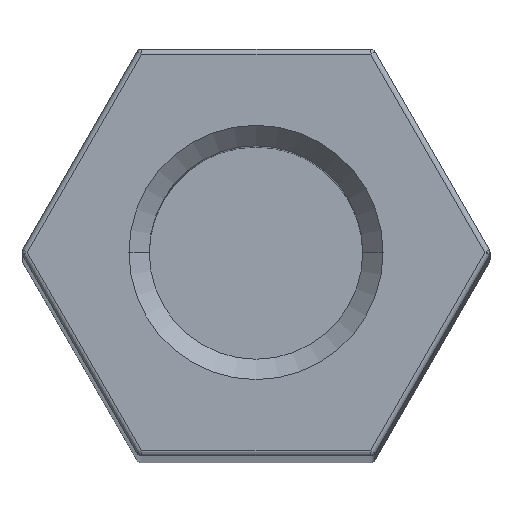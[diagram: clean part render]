
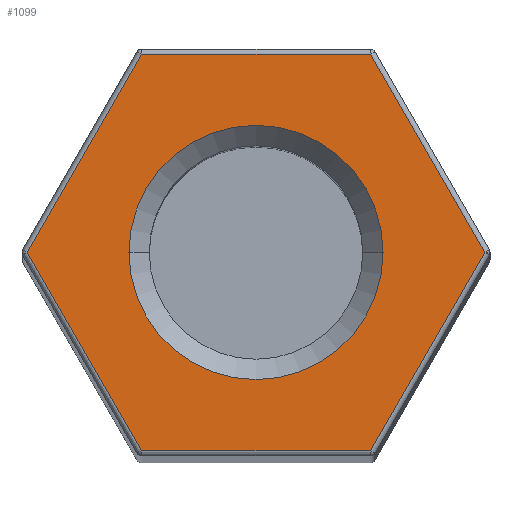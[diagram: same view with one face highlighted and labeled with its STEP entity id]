
A CAD part, top view. The second image highlights one B-rep face of the part: STEP entity #1099.
In plain terms, the highlighted planar face has unit normal (0, 0, 1).
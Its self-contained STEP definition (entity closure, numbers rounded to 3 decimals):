
#21 = EDGE_CURVE ( 'NONE', #179, #934, #1143, .T. ) ;
#24 = EDGE_LOOP ( 'NONE', ( #722, #380, #98, #815, #457, #166 ) ) ;
#31 = LINE ( 'NONE', #103, #374 ) ;
#34 = VERTEX_POINT ( 'NONE', #1356 ) ;
#68 = EDGE_CURVE ( 'NONE', #648, #707, #176, .T. ) ;
#80 = DIRECTION ( 'NONE',  ( 1., 0., 0. ) ) ;
#98 = ORIENTED_EDGE ( 'NONE', *, *, #397, .T. ) ;
#103 = CARTESIAN_POINT ( 'NONE',  ( 2.309, -3.9, 80. ) ) ;
#123 = EDGE_CURVE ( 'NONE', #934, #179, #1208, .T. ) ;
#135 = VERTEX_POINT ( 'NONE', #1134 ) ;
#166 = ORIENTED_EDGE ( 'NONE', *, *, #490, .T. ) ;
#176 = LINE ( 'NONE', #1280, #825 ) ;
#179 = VERTEX_POINT ( 'NONE', #1083 ) ;
#193 = CARTESIAN_POINT ( 'NONE',  ( -2.252, 3.9, 80. ) ) ;
#197 = VECTOR ( 'NONE', #398, 1000. ) ;
#218 = VECTOR ( 'NONE', #647, 1000. ) ;
#277 = CARTESIAN_POINT ( 'NONE',  ( 4.503, 0., 80. ) ) ;
#340 = CARTESIAN_POINT ( 'NONE',  ( 4.532, 0.05, 80. ) ) ;
#374 = VECTOR ( 'NONE', #80, 1000. ) ;
#380 = ORIENTED_EDGE ( 'NONE', *, *, #68, .T. ) ;
#397 = EDGE_CURVE ( 'NONE', #707, #399, #857, .T. ) ;
#398 = DIRECTION ( 'NONE',  ( -0.5, 0.866, 0. ) ) ;
#399 = VERTEX_POINT ( 'NONE', #657 ) ;
#428 = CARTESIAN_POINT ( 'NONE',  ( -2.5, 0., 80. ) ) ;
#441 = CARTESIAN_POINT ( 'NONE',  ( -2.309, 3.9, 80. ) ) ;
#451 = CARTESIAN_POINT ( 'NONE',  ( 2.223, 3.95, 80. ) ) ;
#457 = ORIENTED_EDGE ( 'NONE', *, *, #530, .T. ) ;
#490 = EDGE_CURVE ( 'NONE', #574, #34, #531, .T. ) ;
#493 = LINE ( 'NONE', #340, #1251 ) ;
#530 = EDGE_CURVE ( 'NONE', #135, #574, #493, .T. ) ;
#531 = LINE ( 'NONE', #451, #197 ) ;
#538 = ORIENTED_EDGE ( 'NONE', *, *, #123, .T. ) ;
#564 = DIRECTION ( 'NONE',  ( -1., 0., 0. ) ) ;
#574 = VERTEX_POINT ( 'NONE', #277 ) ;
#593 = EDGE_LOOP ( 'NONE', ( #882, #538 ) ) ;
#643 = LINE ( 'NONE', #441, #1128 ) ;
#647 = DIRECTION ( 'NONE',  ( 0.5, -0.866, 0. ) ) ;
#648 = VERTEX_POINT ( 'NONE', #193 ) ;
#657 = CARTESIAN_POINT ( 'NONE',  ( -2.252, -3.9, 80. ) ) ;
#676 = CARTESIAN_POINT ( 'NONE',  ( -2.223, -3.95, 80. ) ) ;
#681 = EDGE_CURVE ( 'NONE', #399, #135, #31, .T. ) ;
#693 = AXIS2_PLACEMENT_3D ( 'NONE', #1163, #1160, #1158 ) ;
#707 = VERTEX_POINT ( 'NONE', #960 ) ;
#722 = ORIENTED_EDGE ( 'NONE', *, *, #1049, .T. ) ;
#801 = DIRECTION ( 'NONE',  ( 0., 0., 1. ) ) ;
#815 = ORIENTED_EDGE ( 'NONE', *, *, #681, .T. ) ;
#825 = VECTOR ( 'NONE', #1279, 1000. ) ;
#831 = AXIS2_PLACEMENT_3D ( 'NONE', #918, #801, #1088 ) ;
#857 = LINE ( 'NONE', #676, #218 ) ;
#862 = AXIS2_PLACEMENT_3D ( 'NONE', #1350, #1345, #1341 ) ;
#882 = ORIENTED_EDGE ( 'NONE', *, *, #21, .T. ) ;
#918 = CARTESIAN_POINT ( 'NONE',  ( 4.619, 0., 80. ) ) ;
#934 = VERTEX_POINT ( 'NONE', #428 ) ;
#960 = CARTESIAN_POINT ( 'NONE',  ( -4.503, 0., 80. ) ) ;
#1002 = PLANE ( 'NONE',  #831 ) ;
#1049 = EDGE_CURVE ( 'NONE', #34, #648, #643, .T. ) ;
#1083 = CARTESIAN_POINT ( 'NONE',  ( 2.5, 0., 80. ) ) ;
#1088 = DIRECTION ( 'NONE',  ( 1., 0., 0. ) ) ;
#1099 = ADVANCED_FACE ( 'NONE', ( #1327, #1307 ), #1002, .T. ) ;
#1128 = VECTOR ( 'NONE', #564, 1000. ) ;
#1134 = CARTESIAN_POINT ( 'NONE',  ( 2.252, -3.9, 80. ) ) ;
#1143 = CIRCLE ( 'NONE', #862, 2.5 ) ;
#1158 = DIRECTION ( 'NONE',  ( 1., 0., 0. ) ) ;
#1160 = DIRECTION ( 'NONE',  ( 0., 0., -1. ) ) ;
#1163 = CARTESIAN_POINT ( 'NONE',  ( 0., 0., 80. ) ) ;
#1208 = CIRCLE ( 'NONE', #693, 2.5 ) ;
#1251 = VECTOR ( 'NONE', #1256, 1000. ) ;
#1256 = DIRECTION ( 'NONE',  ( 0.5, 0.866, 0. ) ) ;
#1279 = DIRECTION ( 'NONE',  ( -0.5, -0.866, 0. ) ) ;
#1280 = CARTESIAN_POINT ( 'NONE',  ( -4.532, -0.05, 80. ) ) ;
#1307 = FACE_BOUND ( 'NONE', #593, .T. ) ;
#1327 = FACE_OUTER_BOUND ( 'NONE', #24, .T. ) ;
#1341 = DIRECTION ( 'NONE',  ( 1., 0., 0. ) ) ;
#1345 = DIRECTION ( 'NONE',  ( 0., 0., -1. ) ) ;
#1350 = CARTESIAN_POINT ( 'NONE',  ( 0., 0., 80. ) ) ;
#1356 = CARTESIAN_POINT ( 'NONE',  ( 2.252, 3.9, 80. ) ) ;
